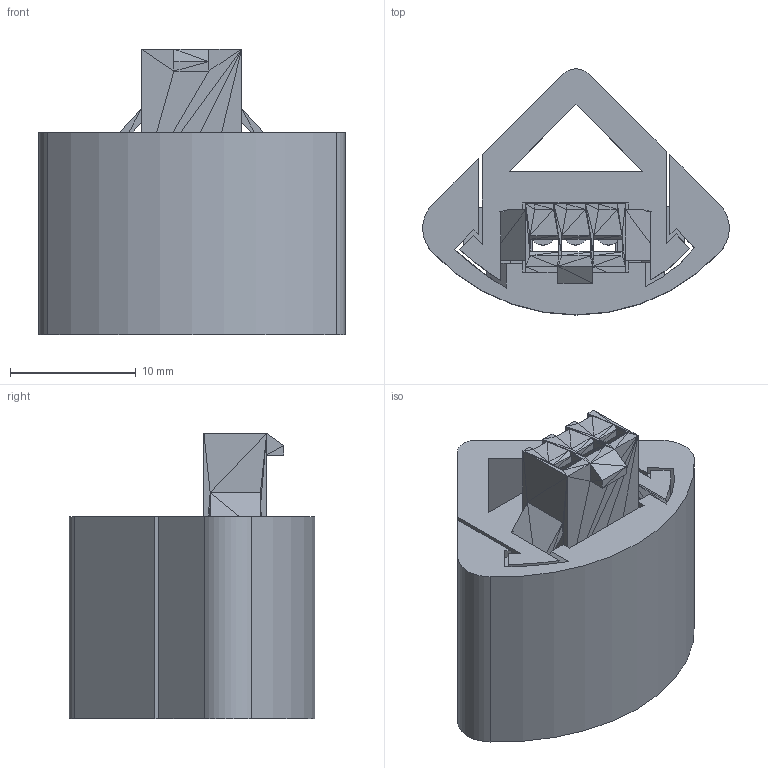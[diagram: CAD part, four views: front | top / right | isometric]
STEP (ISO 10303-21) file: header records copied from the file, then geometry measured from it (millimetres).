
FILE_DESCRIPTION(/* description */ (''),/* implementation_level */ '2;1');
FILE_NAME(/* name */ 'led strip connector female.step',/* time_stamp */ '2021-07-28T18:01:26+02:00',/* author */ (''),/* organization */ (''),/* preprocessor_version */ 'ST-DEVELOPER v18.1',/* originating_system */ 'Autodesk Translation Framework v10.9.0.1377',/* authorisation */ '');
FILE_SCHEMA (('AUTOMOTIVE_DESIGN { 1 0 10303 214 3 1 1 }'));
Length unit declared in the file: millimetre
Products named in the file (6): led strip connector female; female connector; part a; part b; 3 pin connector female; female (1)
Assembly tree (5 placements, depth 3):
  led strip connector female
    female connector
      part a
      part b
    3 pin connector female
      female (1)
Bounding box: 24.4 x 19.58 x 22.76 mm (x, y, z)
Volume: 2915.4 mm3; surface area: 4514.6 mm2
Topology: 6 solids, 6 shells, 619 faces, 1154 edges, 534 vertices
Faces by surface type: plane 602, cylinder 17
Full cylindrical faces by diameter (mm): 2 x3
Entity records: 14378 total; most frequent: DIRECTION 2464, CARTESIAN_POINT 2319, ORIENTED_EDGE 2308, EDGE_CURVE 1154, LINE 1106, VECTOR 1106, AXIS2_PLACEMENT_3D 679, EDGE_LOOP 622
